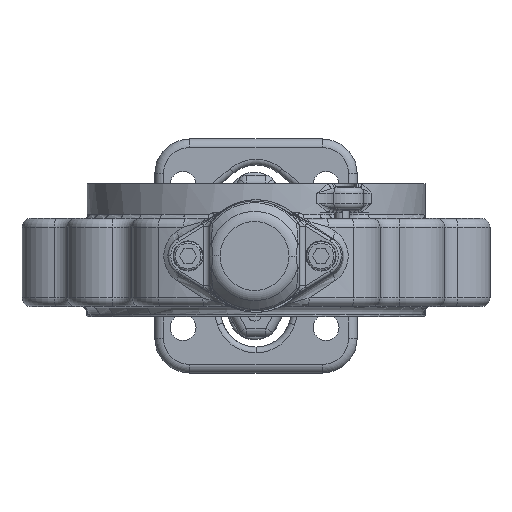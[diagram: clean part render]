
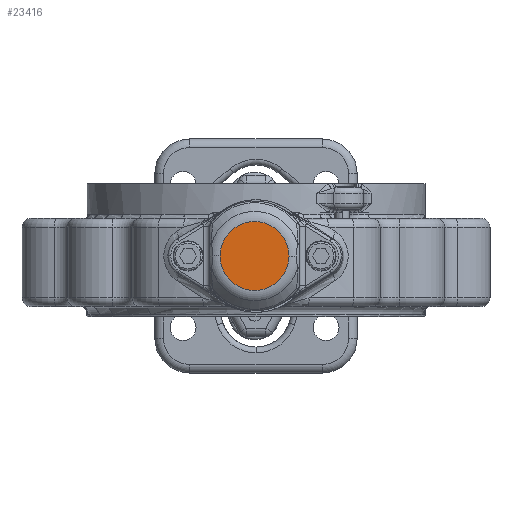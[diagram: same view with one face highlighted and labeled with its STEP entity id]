
A CAD part, front view. The second image highlights one B-rep face of the part: STEP entity #23416.
In plain terms, the highlighted planar face has unit normal (0, -1, 0).
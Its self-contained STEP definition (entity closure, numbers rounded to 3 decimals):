
#5366 = AXIS2_PLACEMENT_3D ( 'NONE', #57349, #56753, #43224 ) ;
#7770 = CIRCLE ( 'NONE', #5366, 11.929 ) ;
#12513 = FACE_OUTER_BOUND ( 'NONE', #55017, .T. ) ;
#13375 = AXIS2_PLACEMENT_3D ( 'NONE', #43213, #29091, #47600 ) ;
#19203 = PLANE ( 'NONE',  #13375 ) ;
#19747 = CIRCLE ( 'NONE', #29274, 11.929 ) ;
#19845 = CARTESIAN_POINT ( 'NONE',  ( 11.429, -117., 0. ) ) ;
#21668 = ORIENTED_EDGE ( 'NONE', *, *, #59660, .F. ) ;
#23416 = ADVANCED_FACE ( 'NONE', ( #12513 ), #19203, .F. ) ;
#23607 = CARTESIAN_POINT ( 'NONE',  ( -12.429, -117., 0. ) ) ;
#26924 = DIRECTION ( 'NONE',  ( -1., 0., 0. ) ) ;
#29091 = DIRECTION ( 'NONE',  ( 0., 1., 0. ) ) ;
#29274 = AXIS2_PLACEMENT_3D ( 'NONE', #46039, #50094, #26924 ) ;
#37269 = EDGE_CURVE ( 'NONE', #55987, #41881, #7770, .T. ) ;
#39961 = ORIENTED_EDGE ( 'NONE', *, *, #37269, .F. ) ;
#41881 = VERTEX_POINT ( 'NONE', #23607 ) ;
#43213 = CARTESIAN_POINT ( 'NONE',  ( -0.5, -117., 0. ) ) ;
#43224 = DIRECTION ( 'NONE',  ( -1., 0., 0. ) ) ;
#46039 = CARTESIAN_POINT ( 'NONE',  ( -0.5, -117., 0. ) ) ;
#47600 = DIRECTION ( 'NONE',  ( -1., 0., 0. ) ) ;
#50094 = DIRECTION ( 'NONE',  ( 0., 1., 0. ) ) ;
#55017 = EDGE_LOOP ( 'NONE', ( #21668, #39961 ) ) ;
#55987 = VERTEX_POINT ( 'NONE', #19845 ) ;
#56753 = DIRECTION ( 'NONE',  ( 0., 1., 0. ) ) ;
#57349 = CARTESIAN_POINT ( 'NONE',  ( -0.5, -117., 0. ) ) ;
#59660 = EDGE_CURVE ( 'NONE', #41881, #55987, #19747, .T. ) ;
